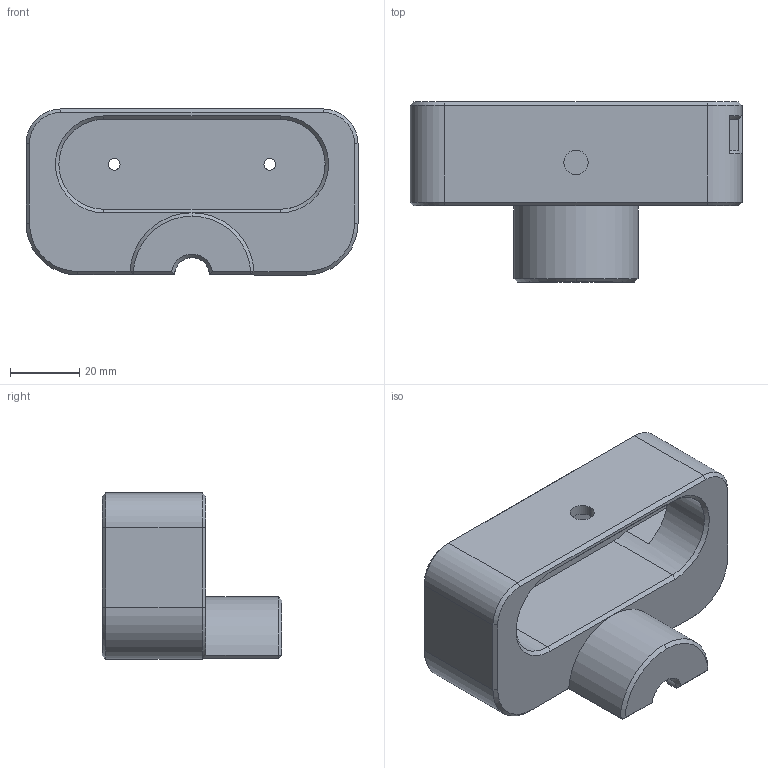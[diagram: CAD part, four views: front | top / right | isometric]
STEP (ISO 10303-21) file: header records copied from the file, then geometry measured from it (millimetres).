
FILE_DESCRIPTION (( 'STEP AP214' ), '1' );
FILE_NAME ('驗郲奻盓殤.STEP', '2021-04-08T04:09:30', ( '' ), ( '' ), 'SwSTEP 2.0', 'SolidWorks 2019', '' );
FILE_SCHEMA (( 'AUTOMOTIVE_DESIGN' ));
Length unit declared in the file: millimetre
Products named in the file (1): 驗郲奻盓殤
Bounding box: 96 x 52 x 48 mm (x, y, z)
Volume: 78705.3 mm3; surface area: 24686.2 mm2
Topology: 1 solids, 1 shells, 100 faces, 251 edges, 155 vertices
Faces by surface type: plane 54, cylinder 25, cone 21
Entity records: 3016 total; most frequent: CARTESIAN_POINT 573, DIRECTION 508, ORIENTED_EDGE 502, EDGE_CURVE 251, AXIS2_PLACEMENT_3D 178, VERTEX_POINT 155, LINE 152, VECTOR 152
